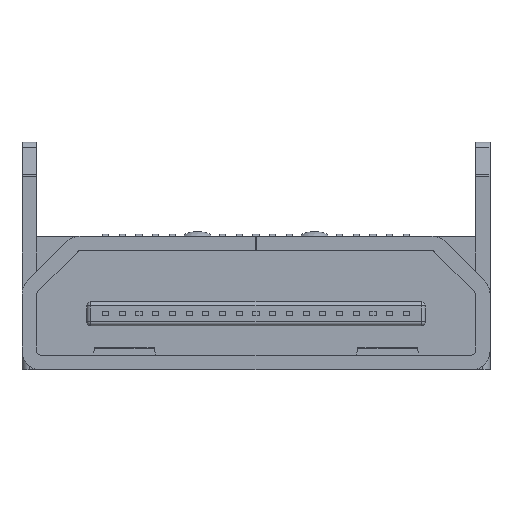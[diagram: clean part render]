
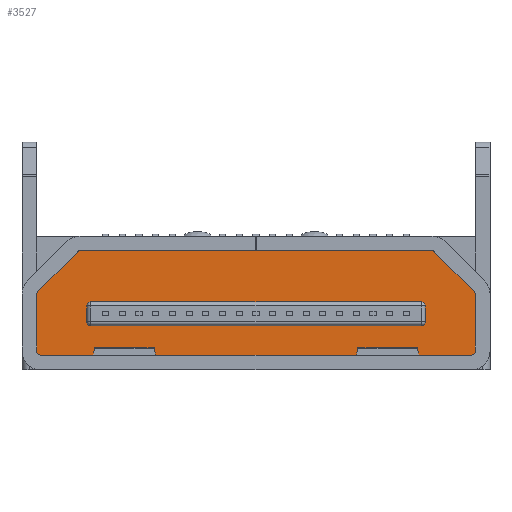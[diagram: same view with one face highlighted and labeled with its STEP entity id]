
A CAD part, front view. The second image highlights one B-rep face of the part: STEP entity #3527.
In plain terms, the highlighted planar face has unit normal (0, -1, 0).
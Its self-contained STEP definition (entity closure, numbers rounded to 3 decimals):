
#3527=ADVANCED_FACE('',(#6579,#6580),#6581,.T.);
#6579=FACE_OUTER_BOUND('',#8643,.T.);
#6580=FACE_BOUND('',#8644,.T.);
#6581=PLANE('',#8645);
#8643=EDGE_LOOP('',(#11439,#11440,#11441,#11442,#11443,#11444,#11445,#11446,#11447,#11448,#11449,#11450,#11451,#11452));
#8644=EDGE_LOOP('',(#11453,#11454,#11455,#11456,#11457,#11458,#11459,#11460));
#8645=AXIS2_PLACEMENT_3D('',#11461,#11462,#11463);
#11439=ORIENTED_EDGE('',*,*,#18166,.F.);
#11440=ORIENTED_EDGE('',*,*,#18151,.T.);
#11441=ORIENTED_EDGE('',*,*,#18157,.T.);
#11442=ORIENTED_EDGE('',*,*,#18164,.T.);
#11443=ORIENTED_EDGE('',*,*,#18167,.T.);
#11444=ORIENTED_EDGE('',*,*,#18168,.T.);
#11445=ORIENTED_EDGE('',*,*,#18169,.T.);
#11446=ORIENTED_EDGE('',*,*,#18170,.T.);
#11447=ORIENTED_EDGE('',*,*,#18171,.F.);
#11448=ORIENTED_EDGE('',*,*,#18172,.F.);
#11449=ORIENTED_EDGE('',*,*,#18173,.F.);
#11450=ORIENTED_EDGE('',*,*,#18135,.F.);
#11451=ORIENTED_EDGE('',*,*,#18174,.F.);
#11452=ORIENTED_EDGE('',*,*,#18175,.F.);
#11453=ORIENTED_EDGE('',*,*,#18176,.F.);
#11454=ORIENTED_EDGE('',*,*,#18177,.T.);
#11455=ORIENTED_EDGE('',*,*,#18178,.F.);
#11456=ORIENTED_EDGE('',*,*,#18179,.T.);
#11457=ORIENTED_EDGE('',*,*,#18180,.F.);
#11458=ORIENTED_EDGE('',*,*,#18181,.T.);
#11459=ORIENTED_EDGE('',*,*,#18182,.F.);
#11460=ORIENTED_EDGE('',*,*,#18183,.T.);
#11461=CARTESIAN_POINT('',(-5.25,1.525,-1.25));
#11462=DIRECTION('',(0.0,-1.0,0.0));
#11463=DIRECTION('',(0.0,0.0,-1.0));
#18135=EDGE_CURVE('',#20785,#20787,#20788,.T.);
#18151=EDGE_CURVE('',#20816,#20814,#20817,.T.);
#18157=EDGE_CURVE('',#20814,#20824,#20825,.T.);
#18164=EDGE_CURVE('',#20824,#20835,#20836,.T.);
#18166=EDGE_CURVE('',#20816,#20838,#20839,.F.);
#18167=EDGE_CURVE('',#20835,#20840,#20841,.T.);
#18168=EDGE_CURVE('',#20840,#20842,#20843,.T.);
#18169=EDGE_CURVE('',#20842,#20844,#20845,.T.);
#18170=EDGE_CURVE('',#20844,#20846,#20847,.T.);
#18171=EDGE_CURVE('',#20848,#20846,#20849,.F.);
#18172=EDGE_CURVE('',#20850,#20848,#20851,.T.);
#18173=EDGE_CURVE('',#20787,#20850,#20852,.F.);
#18174=EDGE_CURVE('',#20853,#20785,#20854,.F.);
#18175=EDGE_CURVE('',#20838,#20853,#20855,.T.);
#18176=EDGE_CURVE('',#20856,#20857,#20858,.T.);
#18177=EDGE_CURVE('',#20856,#20859,#20860,.F.);
#18178=EDGE_CURVE('',#20861,#20859,#20862,.T.);
#18179=EDGE_CURVE('',#20861,#20863,#20864,.F.);
#18180=EDGE_CURVE('',#20865,#20863,#20866,.T.);
#18181=EDGE_CURVE('',#20865,#20867,#20868,.F.);
#18182=EDGE_CURVE('',#20869,#20867,#20870,.T.);
#18183=EDGE_CURVE('',#20869,#20857,#20871,.F.);
#20785=VERTEX_POINT('',#23257);
#20787=VERTEX_POINT('',#23260);
#20788=LINE('',#23261,#23262);
#20814=VERTEX_POINT('',#23298);
#20816=VERTEX_POINT('',#23301);
#20817=LINE('',#23302,#23303);
#20824=VERTEX_POINT('',#23314);
#20825=LINE('',#23315,#23316);
#20835=VERTEX_POINT('',#23331);
#20836=LINE('',#23332,#23333);
#20838=VERTEX_POINT('',#23336);
#20839=CIRCLE('',#23337,0.1);
#20840=VERTEX_POINT('',#23338);
#20841=LINE('',#23339,#23340);
#20842=VERTEX_POINT('',#23341);
#20843=LINE('',#23342,#23343);
#20844=VERTEX_POINT('',#23344);
#20845=LINE('',#23345,#23346);
#20846=VERTEX_POINT('',#23347);
#20847=LINE('',#23348,#23349);
#20848=VERTEX_POINT('',#23350);
#20849=CIRCLE('',#23351,0.1);
#20850=VERTEX_POINT('',#23352);
#20851=LINE('',#23353,#23354);
#20852=CIRCLE('',#23355,0.1);
#20853=VERTEX_POINT('',#23356);
#20854=CIRCLE('',#23357,0.1);
#20855=LINE('',#23358,#23359);
#20856=VERTEX_POINT('',#23360);
#20857=VERTEX_POINT('',#23361);
#20858=LINE('',#23362,#23363);
#20859=VERTEX_POINT('',#23364);
#20860=CIRCLE('',#23365,0.1);
#20861=VERTEX_POINT('',#23366);
#20862=LINE('',#23367,#23368);
#20863=VERTEX_POINT('',#23369);
#20864=CIRCLE('',#23370,0.1);
#20865=VERTEX_POINT('',#23371);
#20866=LINE('',#23372,#23373);
#20867=VERTEX_POINT('',#23374);
#20868=CIRCLE('',#23375,0.1);
#20869=VERTEX_POINT('',#23376);
#20870=LINE('',#23377,#23378);
#20871=CIRCLE('',#23379,0.1);
#23257=CARTESIAN_POINT('',(-4.209,1.525,1.25));
#23260=CARTESIAN_POINT('',(4.209,1.525,1.25));
#23261=CARTESIAN_POINT('',(-5.25,1.525,1.25));
#23262=VECTOR('',#26507,1000.0);
#23298=CARTESIAN_POINT('',(-5.25,1.525,-0.5));
#23301=CARTESIAN_POINT('',(-5.25,1.525,0.209));
#23302=CARTESIAN_POINT('',(-5.25,1.525,1.25));
#23303=VECTOR('',#26531,1000.0);
#23314=CARTESIAN_POINT('',(-5.6,1.525,-0.5));
#23315=CARTESIAN_POINT('',(-5.25,1.525,-0.5));
#23316=VECTOR('',#26539,1000.0);
#23331=CARTESIAN_POINT('',(-5.6,1.525,-1.25));
#23332=CARTESIAN_POINT('',(-5.6,1.525,-0.5));
#23333=VECTOR('',#26548,1000.0);
#23336=CARTESIAN_POINT('',(-5.221,1.525,0.279));
#23337=AXIS2_PLACEMENT_3D('',#26550,#26551,#26552);
#23338=CARTESIAN_POINT('',(5.6,1.525,-1.25));
#23339=CARTESIAN_POINT('',(-5.25,1.525,-1.25));
#23340=VECTOR('',#26553,1000.0);
#23341=CARTESIAN_POINT('',(5.6,1.525,-0.5));
#23342=CARTESIAN_POINT('',(5.6,1.525,-1.25));
#23343=VECTOR('',#26554,1000.0);
#23344=CARTESIAN_POINT('',(5.25,1.525,-0.5));
#23345=CARTESIAN_POINT('',(5.6,1.525,-0.5));
#23346=VECTOR('',#26555,1000.0);
#23347=CARTESIAN_POINT('',(5.25,1.525,0.209));
#23348=CARTESIAN_POINT('',(5.25,1.525,-1.25));
#23349=VECTOR('',#26556,1000.0);
#23350=CARTESIAN_POINT('',(5.221,1.525,0.279));
#23351=AXIS2_PLACEMENT_3D('',#26557,#26558,#26559);
#23352=CARTESIAN_POINT('',(4.279,1.525,1.221));
#23353=CARTESIAN_POINT('',(0.75,1.525,4.75));
#23354=VECTOR('',#26560,1000.0);
#23355=AXIS2_PLACEMENT_3D('',#26561,#26562,#26563);
#23356=CARTESIAN_POINT('',(-4.279,1.525,1.221));
#23357=AXIS2_PLACEMENT_3D('',#26564,#26565,#26566);
#23358=CARTESIAN_POINT('',(-6.0,1.525,-0.5));
#23359=VECTOR('',#26567,1000.0);
#23360=CARTESIAN_POINT('',(-3.95,1.525,-0.55));
#23361=CARTESIAN_POINT('',(3.95,1.525,-0.55));
#23362=CARTESIAN_POINT('',(-4.05,1.525,-0.55));
#23363=VECTOR('',#26568,1000.0);
#23364=CARTESIAN_POINT('',(-4.05,1.525,-0.45));
#23365=AXIS2_PLACEMENT_3D('',#26569,#26570,#26571);
#23366=CARTESIAN_POINT('',(-4.05,1.525,-0.07));
#23367=CARTESIAN_POINT('',(-4.05,1.525,0.03));
#23368=VECTOR('',#26572,1000.0);
#23369=CARTESIAN_POINT('',(-3.95,1.525,0.03));
#23370=AXIS2_PLACEMENT_3D('',#26573,#26574,#26575);
#23371=CARTESIAN_POINT('',(3.95,1.525,0.03));
#23372=CARTESIAN_POINT('',(4.05,1.525,0.03));
#23373=VECTOR('',#26576,1000.0);
#23374=CARTESIAN_POINT('',(4.05,1.525,-0.07));
#23375=AXIS2_PLACEMENT_3D('',#26577,#26578,#26579);
#23376=CARTESIAN_POINT('',(4.05,1.525,-0.45));
#23377=CARTESIAN_POINT('',(4.05,1.525,-0.55));
#23378=VECTOR('',#26580,1000.0);
#23379=AXIS2_PLACEMENT_3D('',#26581,#26582,#26583);
#26507=DIRECTION('',(1.0,0.0,0.0));
#26531=DIRECTION('',(0.0,0.0,-1.0));
#26539=DIRECTION('',(-1.0,0.0,0.));
#26548=DIRECTION('',(0.0,0.0,-1.0));
#26550=CARTESIAN_POINT('',(-5.15,1.525,0.209));
#26551=DIRECTION('',(0.0,-1.0,0.0));
#26552=DIRECTION('',(0.0,0.0,-1.0));
#26553=DIRECTION('',(1.0,0.0,0.));
#26554=DIRECTION('',(0.0,0.0,1.0));
#26555=DIRECTION('',(-1.0,0.0,0.));
#26556=DIRECTION('',(0.0,0.0,1.0));
#26557=CARTESIAN_POINT('',(5.15,1.525,0.209));
#26558=DIRECTION('',(0.0,-1.0,0.0));
#26559=DIRECTION('',(0.0,0.0,-1.0));
#26560=DIRECTION('',(0.707,0.0,-0.707));
#26561=CARTESIAN_POINT('',(4.209,1.525,1.15));
#26562=DIRECTION('',(0.0,-1.0,0.0));
#26563=DIRECTION('',(0.0,0.0,-1.0));
#26564=CARTESIAN_POINT('',(-4.209,1.525,1.15));
#26565=DIRECTION('',(0.0,-1.0,0.0));
#26566=DIRECTION('',(0.0,0.0,-1.0));
#26567=DIRECTION('',(0.707,0.0,0.707));
#26568=DIRECTION('',(1.0,0.0,0.));
#26569=CARTESIAN_POINT('',(-3.95,1.525,-0.45));
#26570=DIRECTION('',(0.0,-1.0,0.0));
#26571=DIRECTION('',(0.0,0.0,-1.0));
#26572=DIRECTION('',(0.0,0.0,-1.0));
#26573=CARTESIAN_POINT('',(-3.95,1.525,-0.07));
#26574=DIRECTION('',(0.0,-1.0,0.0));
#26575=DIRECTION('',(0.0,0.0,-1.0));
#26576=DIRECTION('',(-1.0,0.0,0.0));
#26577=CARTESIAN_POINT('',(3.95,1.525,-0.07));
#26578=DIRECTION('',(0.0,-1.0,0.0));
#26579=DIRECTION('',(0.0,0.0,-1.0));
#26580=DIRECTION('',(0.0,0.0,1.0));
#26581=CARTESIAN_POINT('',(3.95,1.525,-0.45));
#26582=DIRECTION('',(0.0,-1.0,0.0));
#26583=DIRECTION('',(0.0,0.0,-1.0));
